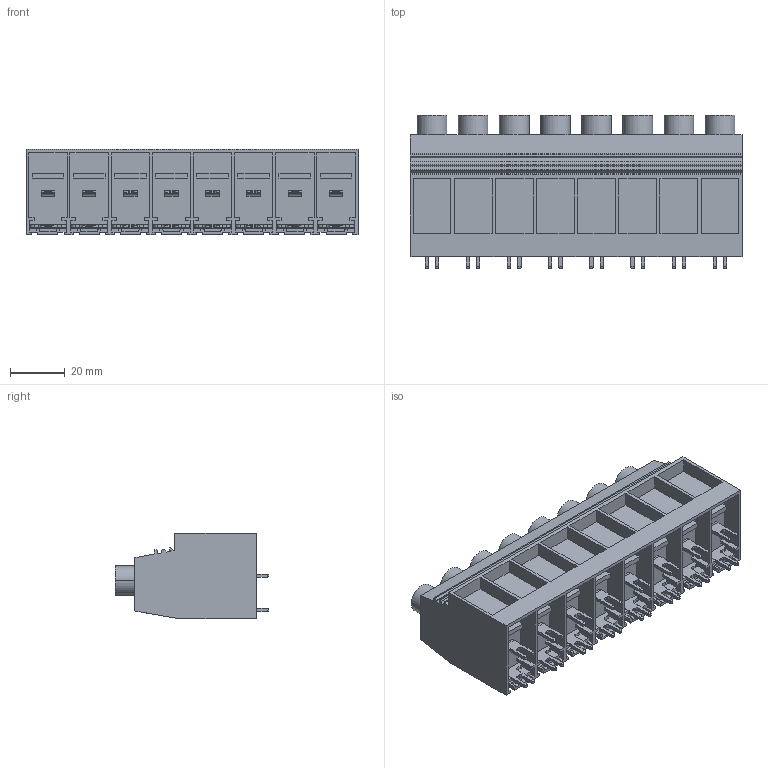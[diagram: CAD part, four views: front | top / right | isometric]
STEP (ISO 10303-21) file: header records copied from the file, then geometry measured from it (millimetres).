
FILE_DESCRIPTION(('CATIA V5 STEP Exchange','CAx-IF Rec.Pracs.--- Model Styling and Organization---1.2---2011-12-15'),'2;1');
FILE_NAME ('D1451664_0_1386700000_1386700000.stp','2016-10-28T10:54:57+00:00',('none'),('Weidmueller'),'CATIA Version 5-6 Release 2014','CATIA V5 STEP AP214','none');
FILE_SCHEMA(('AUTOMOTIVE_DESIGN { 1 0 10303 214 1 1 1 1 }'));
Length unit declared in the file: millimetre
Products named in the file (1): 1386700000_S
Bounding box: 121 x 56 x 31 mm (x, y, z)
Volume: 117901.6 mm3; surface area: 39010.8 mm2
Topology: 25 solids, 25 shells, 1201 faces, 3458 edges, 2339 vertices
Faces by surface type: plane 871, cylinder 330
Entity records: 37345 total; most frequent: CARTESIAN_POINT 7525, ORIENTED_EDGE 6916, DIRECTION 4696, EDGE_CURVE 3458, VECTOR 2766, LINE 2766, VERTEX_POINT 2339, AXIS2_PLACEMENT_3D 1240
